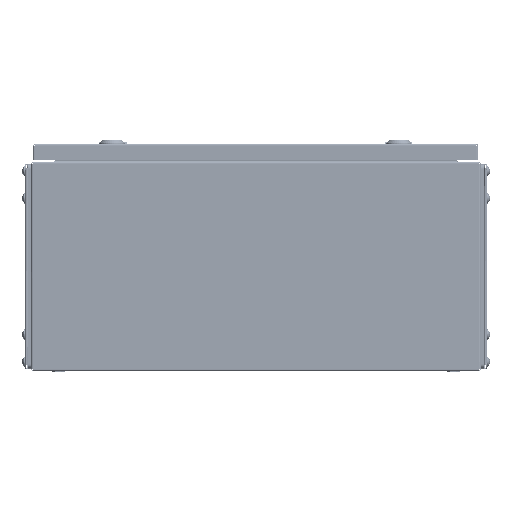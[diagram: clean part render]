
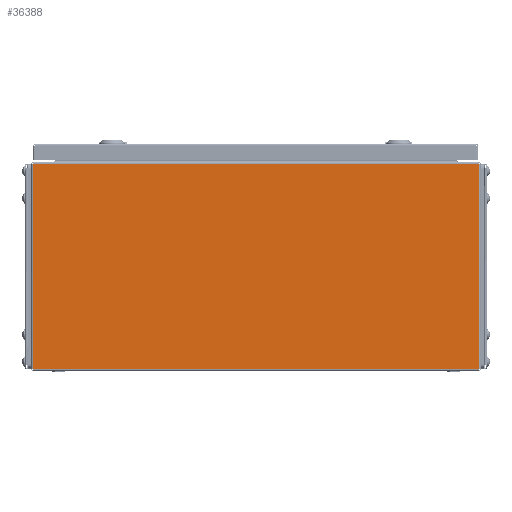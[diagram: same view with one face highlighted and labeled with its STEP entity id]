
A CAD part, left-side view. The second image highlights one B-rep face of the part: STEP entity #36388.
In plain terms, the highlighted planar face has unit normal (-1, 0, 0).
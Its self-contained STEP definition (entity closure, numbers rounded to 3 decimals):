
#1157 = VECTOR ( 'NONE', #62396, 1000. ) ;
#2320 = DIRECTION ( 'NONE',  ( 0., 0., 1. ) ) ;
#3713 = ORIENTED_EDGE ( 'NONE', *, *, #29173, .F. ) ;
#9362 = CARTESIAN_POINT ( 'NONE',  ( -250., 245.5, 0. ) ) ;
#10370 = VERTEX_POINT ( 'NONE', #19856 ) ;
#11445 = CARTESIAN_POINT ( 'NONE',  ( -250., -245.5, 1. ) ) ;
#11548 = EDGE_LOOP ( 'NONE', ( #55263, #43299, #3713, #21440 ) ) ;
#14552 = DIRECTION ( 'NONE',  ( 0., 1., 0. ) ) ;
#16106 = CARTESIAN_POINT ( 'NONE',  ( -250., -245.5, 227.5 ) ) ;
#16457 = VECTOR ( 'NONE', #14552, 1000. ) ;
#19309 = DIRECTION ( 'NONE',  ( 0., 0., -1. ) ) ;
#19856 = CARTESIAN_POINT ( 'NONE',  ( -250., 245.5, 227.5 ) ) ;
#20973 = LINE ( 'NONE', #73237, #16457 ) ;
#21440 = ORIENTED_EDGE ( 'NONE', *, *, #22024, .T. ) ;
#22024 = EDGE_CURVE ( 'NONE', #41340, #59875, #40892, .T. ) ;
#24820 = EDGE_CURVE ( 'NONE', #10370, #71245, #34226, .T. ) ;
#25205 = CARTESIAN_POINT ( 'NONE',  ( -250., -245.5, 227.5 ) ) ;
#26172 = CARTESIAN_POINT ( 'NONE',  ( -250., 0., 0. ) ) ;
#26519 = CARTESIAN_POINT ( 'NONE',  ( -250., 245.5, 1. ) ) ;
#27381 = DIRECTION ( 'NONE',  ( 0., 0., -1. ) ) ;
#29173 = EDGE_CURVE ( 'NONE', #41340, #71245, #20973, .T. ) ;
#30434 = VECTOR ( 'NONE', #2320, 1000. ) ;
#34226 = LINE ( 'NONE', #9362, #49393 ) ;
#36388 = ADVANCED_FACE ( 'NONE', ( #77568 ), #45008, .F. ) ;
#40892 = LINE ( 'NONE', #73880, #30434 ) ;
#41340 = VERTEX_POINT ( 'NONE', #11445 ) ;
#43299 = ORIENTED_EDGE ( 'NONE', *, *, #24820, .T. ) ;
#44012 = AXIS2_PLACEMENT_3D ( 'NONE', #26172, #45449, #19309 ) ;
#45008 = PLANE ( 'NONE',  #44012 ) ;
#45449 = DIRECTION ( 'NONE',  ( 1., 0., 0. ) ) ;
#49393 = VECTOR ( 'NONE', #27381, 1000. ) ;
#54352 = EDGE_CURVE ( 'NONE', #59875, #10370, #61524, .T. ) ;
#55263 = ORIENTED_EDGE ( 'NONE', *, *, #54352, .T. ) ;
#59875 = VERTEX_POINT ( 'NONE', #25205 ) ;
#61524 = LINE ( 'NONE', #16106, #1157 ) ;
#62396 = DIRECTION ( 'NONE',  ( 0., 1., 0. ) ) ;
#71245 = VERTEX_POINT ( 'NONE', #26519 ) ;
#73237 = CARTESIAN_POINT ( 'NONE',  ( -250., 245.5, 1. ) ) ;
#73880 = CARTESIAN_POINT ( 'NONE',  ( -250., -245.5, 0. ) ) ;
#77568 = FACE_OUTER_BOUND ( 'NONE', #11548, .T. ) ;
